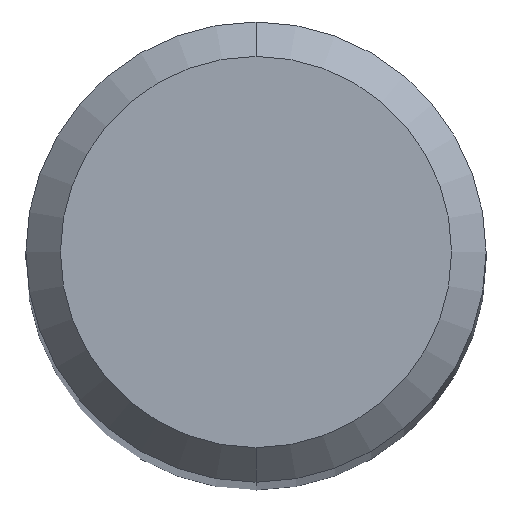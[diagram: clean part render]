
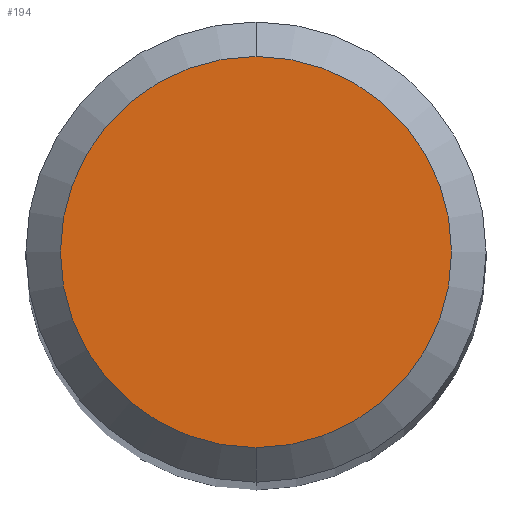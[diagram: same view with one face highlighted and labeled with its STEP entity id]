
A CAD part, top view. The second image highlights one B-rep face of the part: STEP entity #194.
In plain terms, the highlighted planar face has unit normal (0, 0, 1).
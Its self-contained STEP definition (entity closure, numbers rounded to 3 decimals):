
#118=EDGE_CURVE('',#126,#200,#272,.T.);
#126=VERTEX_POINT('',#281);
#194=ADVANCED_FACE('',(#357),#358,.T.);
#200=VERTEX_POINT('',#364);
#208=EDGE_CURVE('',#200,#126,#373,.T.);
#272=CIRCLE('',#442,1.7);
#281=CARTESIAN_POINT('',(0.0,1.7,0.0));
#357=FACE_OUTER_BOUND('',#549,.T.);
#358=PLANE('',#550);
#364=CARTESIAN_POINT('',(0.,-1.7,0.0));
#373=CIRCLE('',#568,1.7);
#442=AXIS2_PLACEMENT_3D('',#622,#623,#624);
#549=EDGE_LOOP('',(#740,#741));
#550=AXIS2_PLACEMENT_3D('',#742,#743,#744);
#568=AXIS2_PLACEMENT_3D('',#754,#755,#756);
#622=CARTESIAN_POINT('',(0.0,0.0,0.0));
#623=DIRECTION('',(0.0,0.0,-1.0));
#624=DIRECTION('',(0.0,1.0,0.0));
#740=ORIENTED_EDGE('',*,*,#118,.F.);
#741=ORIENTED_EDGE('',*,*,#208,.F.);
#742=CARTESIAN_POINT('',(0.0,0.85,0.0));
#743=DIRECTION('',(-0.0,0.0,1.0));
#744=DIRECTION('',(0.0,-1.0,0.0));
#754=CARTESIAN_POINT('',(0.0,0.0,0.0));
#755=DIRECTION('',(0.0,0.0,-1.0));
#756=DIRECTION('',(0.0,1.0,0.0));
